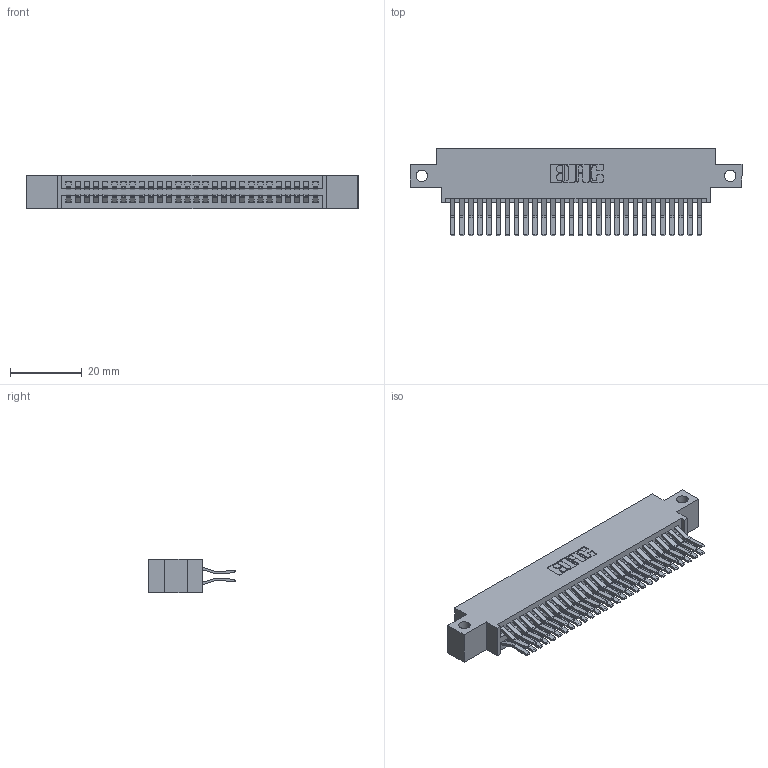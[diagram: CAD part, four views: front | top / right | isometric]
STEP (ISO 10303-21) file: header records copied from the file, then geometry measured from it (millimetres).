
FILE_DESCRIPTION (( 'STEP AP203' ), '1' );
FILE_NAME ('395-056-560-812.STEP', '2018-11-22T20:22:41', ( '' ), ( '' ), 'SwSTEP 2.0', 'SolidWorks 2016', '' );
FILE_SCHEMA (( 'CONFIG_CONTROL_DESIGN' ));
Length unit declared in the file: inch
Products named in the file (3): 345 Part_0.170 Offset - Side Mount; 395-056-560-812; 345-292-001_560 Tail
Assembly tree (57 placements, depth 2):
  395-056-560-812
    345 Part_0.170 Offset - Side Mount
    345-292-001_560 Tail  x56
Bounding box: 92.33 x 24.45 x 9.4 mm (x, y, z)
Volume: 9005.4 mm3; surface area: 13992.1 mm2
Topology: 57 solids, 57 shells, 3042 faces, 9033 edges, 5946 vertices
Faces by surface type: plane 1932, cylinder 1110
Entity records: 24077 total; most frequent: CARTESIAN_POINT 4052, ORIENTED_EDGE 3986, DIRECTION 3593, EDGE_CURVE 1993, LINE 1745, VECTOR 1745, VERTEX_POINT 1326, AXIS2_PLACEMENT_3D 924
